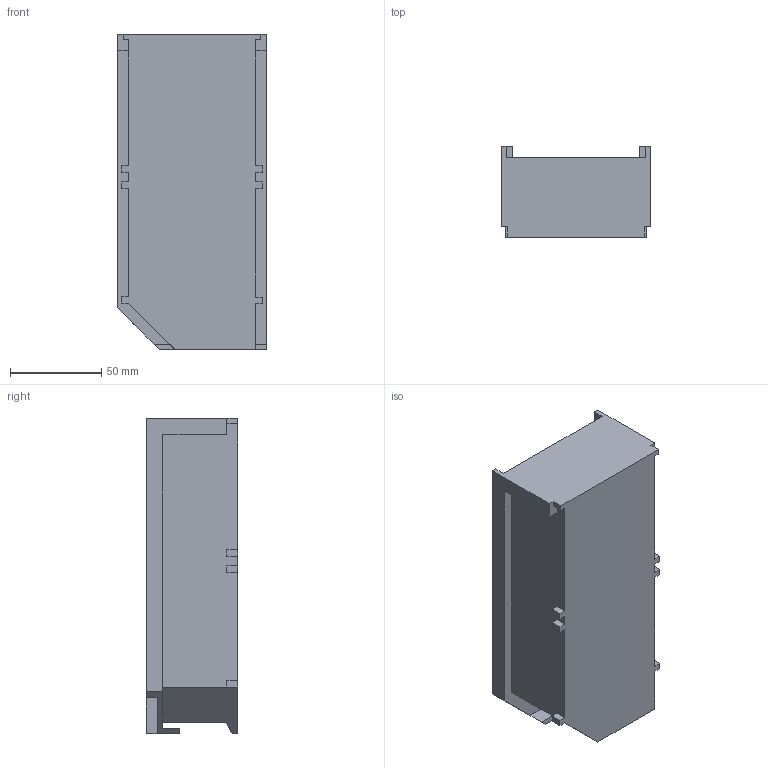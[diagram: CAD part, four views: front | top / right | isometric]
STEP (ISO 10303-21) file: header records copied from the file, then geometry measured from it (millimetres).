
FILE_DESCRIPTION(('STEP AP214'),'1');
FILE_NAME('cctmp_9A279597-8D5E-4374-AB63-9877D8552202_2024_04_19_08_59_28_0379_13392..stp','2024-04-19T06:59:28',('Bosch Rexroth AG'),('CADClick - www.CADClick.com'),'Spatial InterOp 3D',' ','unknown authorization - (Healing Option Enabled)');
FILE_SCHEMA(('AUTOMOTIVE_DESIGN'));
Length unit declared in the file: millimetre
Products named in the file (1): 2024_04_19_08_59_28_0364
Bounding box: 81.5 x 50 x 172.5 mm (x, y, z)
Volume: 153344.2 mm3; surface area: 70211.2 mm2
Topology: 1 solids, 1 shells, 77 faces, 221 edges, 147 vertices
Faces by surface type: plane 77
Entity records: 3099 total; most frequent: CARTESIAN_POINT 446, ORIENTED_EDGE 442, DIRECTION 377, EDGE_CURVE 221, LINE 221, VECTOR 221, VERTEX_POINT 147, AXIS2_PLACEMENT_3D 78
